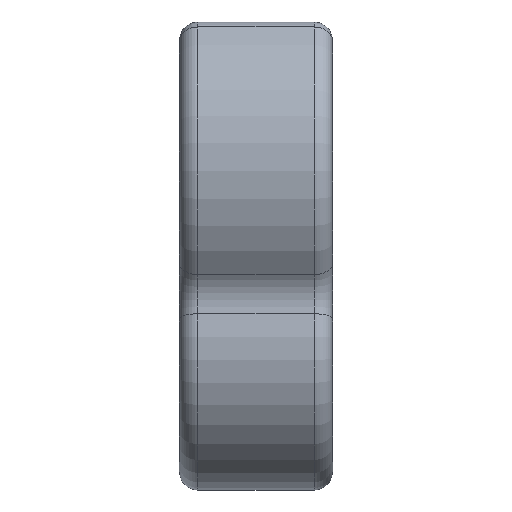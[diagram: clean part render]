
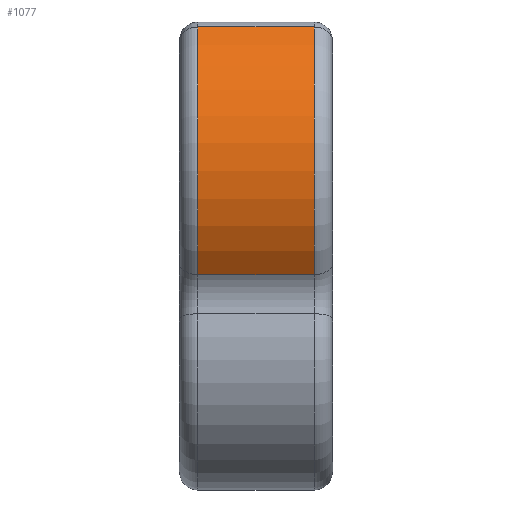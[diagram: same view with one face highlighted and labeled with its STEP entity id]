
A CAD part, left-side view. The second image highlights one B-rep face of the part: STEP entity #1077.
In plain terms, the highlighted cylindrical face has radius 5.723 mm (diameter 11.447 mm), a partial arc.
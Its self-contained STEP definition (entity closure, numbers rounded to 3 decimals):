
#625 = VERTEX_POINT('',#626);
#626 = CARTESIAN_POINT('',(-3.369,-4.4,8.627));
#633 = EDGE_CURVE('',#634,#625,#636,.T.);
#634 = VERTEX_POINT('',#635);
#635 = CARTESIAN_POINT('',(-3.369,-0.6,8.627));
#636 = LINE('',#637,#638);
#637 = CARTESIAN_POINT('',(-3.369,0.,
    8.627));
#638 = VECTOR('',#639,1.);
#639 = DIRECTION('',(0.,-1.,0.));
#739 = VERTEX_POINT('',#740);
#740 = CARTESIAN_POINT('',(-4.558,-0.6,0.539));
#747 = EDGE_CURVE('',#739,#634,#748,.T.);
#748 = CIRCLE('',#749,5.723);
#749 = AXIS2_PLACEMENT_3D('',#750,#751,#752);
#750 = CARTESIAN_POINT('',(0.,-0.6,4.));
#751 = DIRECTION('',(0.,1.,0.));
#752 = DIRECTION('',(-0.796,0.,-0.605
    ));
#943 = VERTEX_POINT('',#944);
#944 = CARTESIAN_POINT('',(-4.558,-4.4,0.539));
#951 = EDGE_CURVE('',#943,#625,#952,.T.);
#952 = CIRCLE('',#953,5.723);
#953 = AXIS2_PLACEMENT_3D('',#954,#955,#956);
#954 = CARTESIAN_POINT('',(0.,-4.4,4.));
#955 = DIRECTION('',(0.,1.,0.));
#956 = DIRECTION('',(-0.796,0.,-0.605
    ));
#1077 = ADVANCED_FACE('',(#1078),#1089,.T.);
#1078 = FACE_BOUND('',#1079,.F.);
#1079 = EDGE_LOOP('',(#1080,#1081,#1082,#1088));
#1080 = ORIENTED_EDGE('',*,*,#633,.T.);
#1081 = ORIENTED_EDGE('',*,*,#951,.F.);
#1082 = ORIENTED_EDGE('',*,*,#1083,.F.);
#1083 = EDGE_CURVE('',#739,#943,#1084,.T.);
#1084 = LINE('',#1085,#1086);
#1085 = CARTESIAN_POINT('',(-4.558,0.,
    0.539));
#1086 = VECTOR('',#1087,1.);
#1087 = DIRECTION('',(0.,-1.,0.));
#1088 = ORIENTED_EDGE('',*,*,#747,.T.);
#1089 = CYLINDRICAL_SURFACE('',#1090,5.723);
#1090 = AXIS2_PLACEMENT_3D('',#1091,#1092,#1093);
#1091 = CARTESIAN_POINT('',(0.,0.,4.));
#1092 = DIRECTION('',(0.,1.,0.));
#1093 = DIRECTION('',(1.,0.,0.));
